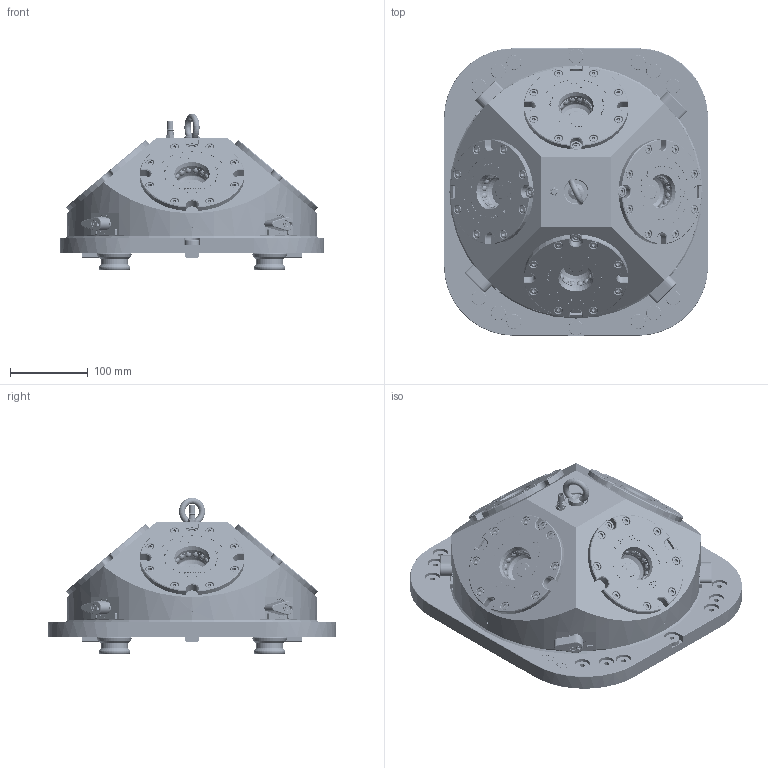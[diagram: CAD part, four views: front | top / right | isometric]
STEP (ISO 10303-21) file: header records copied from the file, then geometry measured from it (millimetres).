
FILE_DESCRIPTION(/* description */ (''),/* implementation_level */ '2;1');
FILE_NAME(/* name */ '24002-0201 - slep model.stp',/* time_stamp */ '2026-01-28T22:19:13+01:00',/* author */ ('tomas'),/* organization */ (''),/* preprocessor_version */ 'ST-DEVELOPER v20',/* originating_system */ 'Autodesk Inventor 2025',/* authorisation */ '');
FILE_SCHEMA (('AUTOMOTIVE_DESIGN { 1 0 10303 214 3 1 1 }'));
Products named in the file (1): 24002-0201 - slepý model
Bounding box: 340 x 370 x 201.73 mm (x, y, z)
Volume: 9360580.5 mm3; surface area: 479935.8 mm2
Topology: 65 solids, 152 shells, 6958 faces, 18783 edges, 12523 vertices
Faces by surface type: plane 3503, bspline 1938, cylinder 793, cone 349, torus 231, sphere 144
Full cylindrical faces by diameter (mm): 0.8 x96, 2 x8, 2.2 x4, 2.5 x4, 3 x4, 3.242 x4, 4.2 x4, 5 x8, 5.5 x4, 5.6 x4, 6 x37, 6.4 x32, 7.5 x5, 7.6 x1, 8 x4, 8.5 x8, 8.8 x2, 10 x48, 10.5 x4, 11 x32, 12 x14, 12.376 x28, 13 x12, 15 x13, 15.5 x8, 16 x8, 18 x4, 19 x18, 20 x12, 24.8 x4
Entity records: 253767 total; most frequent: CARTESIAN_POINT 84357, ORIENTED_EDGE 37314, DIRECTION 26565, EDGE_CURVE 18657, VERTEX_POINT 12651, LINE 10517, VECTOR 10517, EDGE_LOOP 8068
